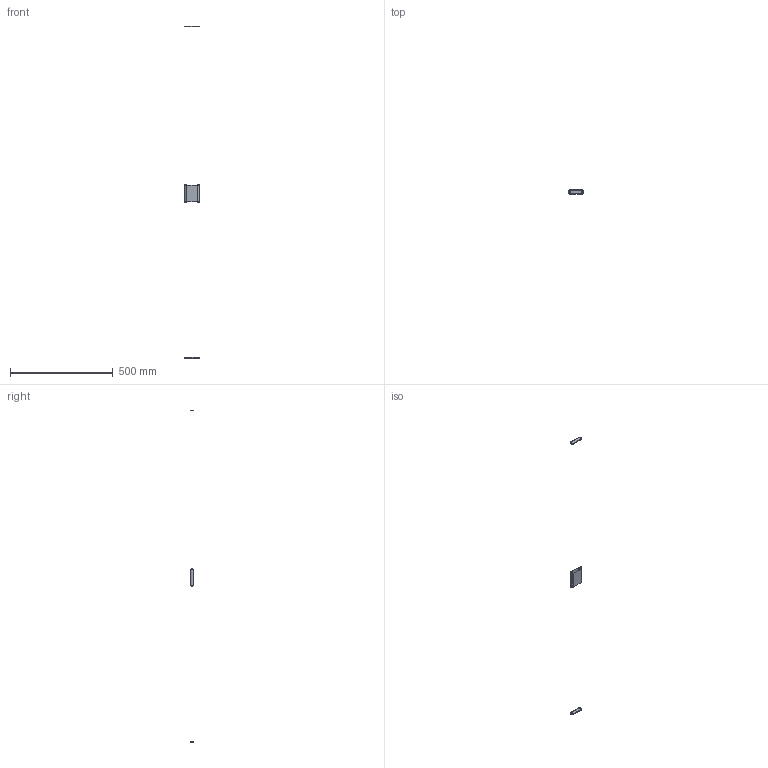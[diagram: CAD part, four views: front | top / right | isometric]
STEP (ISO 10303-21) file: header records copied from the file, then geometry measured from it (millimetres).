
FILE_DESCRIPTION(('FreeCAD Model'),'2;1');
FILE_NAME('1455B802.stp','2019-10-19T17:07:34',( 'Author'),(''),'Open CASCADE STEP processor 7.3','FreeCAD','Unknown' );
FILE_SCHEMA(('AUTOMOTIVE_DESIGN { 1 0 10303 214 1 1 1 1 }'));
Length unit declared in the file: millimetre
Products named in the file (4): 1455B802; 1455B80; HH2_Bez002; 6-32_screw-flange006
Assembly tree (7 placements, depth 2):
  1455B802
    1455B80
    HH2_Bez002  x2
    6-32_screw-flange006  x4
Bounding box: 72.04 x 19.15 x 1617 mm (x, y, z)
Volume: 34095.5 mm3; surface area: 36816.5 mm2
Topology: 11 solids, 11 shells, 354 faces, 946 edges, 604 vertices
Faces by surface type: plane 162, cylinder 96, cone 64, torus 24, bspline 8
Full cylindrical faces by diameter (mm): 0.001 x4, 3 x4, 3.5 x4, 5.5 x4
Entity records: 15694 total; most frequent: CARTESIAN_POINT 3954, DIRECTION 2127, LINE 1120, VECTOR 1120, ORIENTED_EDGE 1098, PCURVE 1098, DEFINITIONAL_REPRESENTATION 1098, EDGE_CURVE 549
